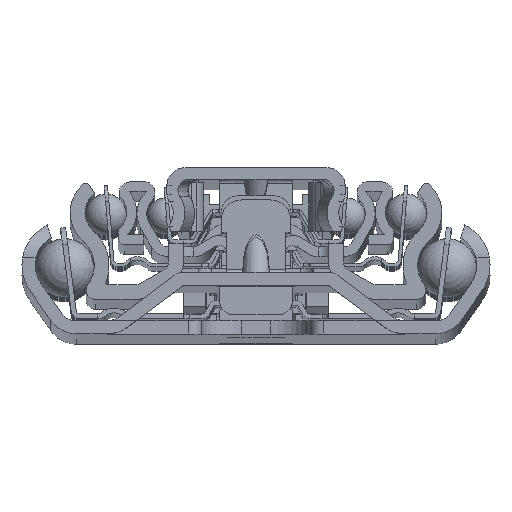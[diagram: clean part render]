
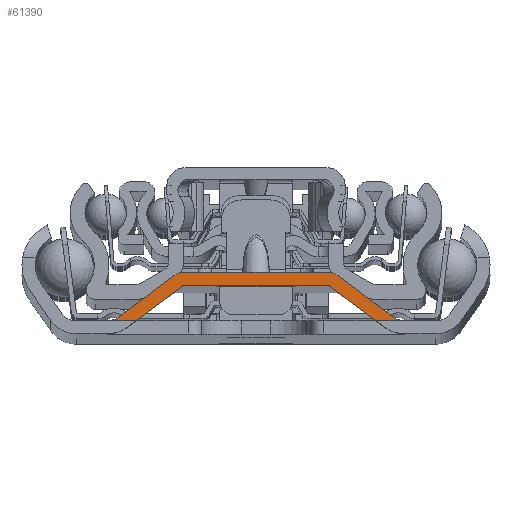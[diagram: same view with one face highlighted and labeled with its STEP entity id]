
A CAD part, top view. The second image highlights one B-rep face of the part: STEP entity #61390.
In plain terms, the highlighted planar face has unit normal (0, 0, 1).
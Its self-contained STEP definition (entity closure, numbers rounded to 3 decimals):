
#1078=PLANE('',#65204);
#2898=LINE('',#92397,#9074);
#2923=LINE('',#92460,#9099);
#2927=LINE('',#92473,#9103);
#2932=LINE('',#92485,#9108);
#2938=LINE('',#92497,#9114);
#2940=LINE('',#92506,#9116);
#2946=LINE('',#92518,#9122);
#2947=LINE('',#92519,#9123);
#9074=VECTOR('',#71907,10.);
#9099=VECTOR('',#71972,10.);
#9103=VECTOR('',#71988,10.);
#9108=VECTOR('',#72001,10.);
#9114=VECTOR('',#72013,10.);
#9116=VECTOR('',#72023,10.);
#9122=VECTOR('',#72037,10.);
#9123=VECTOR('',#72038,10.);
#16678=FACE_OUTER_BOUND('',#19925,.T.);
#19925=EDGE_LOOP('',(#42853,#42854,#42855,#42856,#42857,#42858,#42859,#42860,
#42861,#42862,#42863,#42864,#42865,#42866));
#23321=CIRCLE('',#65181,3.);
#23323=CIRCLE('',#65185,2.);
#23325=CIRCLE('',#65188,2.);
#23326=CIRCLE('',#65191,3.);
#23327=CIRCLE('',#65195,0.25);
#23328=CIRCLE('',#65198,0.25);
#26646=VERTEX_POINT('',#92394);
#26647=VERTEX_POINT('',#92396);
#26661=VERTEX_POINT('',#92450);
#26662=VERTEX_POINT('',#92451);
#26665=VERTEX_POINT('',#92459);
#26667=VERTEX_POINT('',#92468);
#26668=VERTEX_POINT('',#92472);
#26669=VERTEX_POINT('',#92476);
#26670=VERTEX_POINT('',#92483);
#26671=VERTEX_POINT('',#92484);
#26672=VERTEX_POINT('',#92489);
#26674=VERTEX_POINT('',#92495);
#26675=VERTEX_POINT('',#92499);
#26677=VERTEX_POINT('',#92505);
#33024=EDGE_CURVE('',#26646,#26647,#2898,.T.);
#33051=EDGE_CURVE('',#26661,#26662,#23321,.T.);
#33055=EDGE_CURVE('',#26665,#26661,#2923,.T.);
#33058=EDGE_CURVE('',#26647,#26665,#23323,.T.);
#33060=EDGE_CURVE('',#26667,#26646,#23325,.T.);
#33062=EDGE_CURVE('',#26668,#26667,#2927,.T.);
#33064=EDGE_CURVE('',#26669,#26668,#23326,.T.);
#33068=EDGE_CURVE('',#26670,#26671,#2932,.T.);
#33071=EDGE_CURVE('',#26672,#26670,#23327,.T.);
#33075=EDGE_CURVE('',#26674,#26672,#2938,.T.);
#33076=EDGE_CURVE('',#26675,#26674,#23328,.T.);
#33079=EDGE_CURVE('',#26677,#26675,#2940,.T.);
#33086=EDGE_CURVE('',#26671,#26669,#2946,.T.);
#33087=EDGE_CURVE('',#26662,#26677,#2947,.T.);
#42853=ORIENTED_EDGE('',*,*,#33086,.F.);
#42854=ORIENTED_EDGE('',*,*,#33068,.F.);
#42855=ORIENTED_EDGE('',*,*,#33071,.F.);
#42856=ORIENTED_EDGE('',*,*,#33075,.F.);
#42857=ORIENTED_EDGE('',*,*,#33076,.F.);
#42858=ORIENTED_EDGE('',*,*,#33079,.F.);
#42859=ORIENTED_EDGE('',*,*,#33087,.F.);
#42860=ORIENTED_EDGE('',*,*,#33051,.F.);
#42861=ORIENTED_EDGE('',*,*,#33055,.F.);
#42862=ORIENTED_EDGE('',*,*,#33058,.F.);
#42863=ORIENTED_EDGE('',*,*,#33024,.F.);
#42864=ORIENTED_EDGE('',*,*,#33060,.F.);
#42865=ORIENTED_EDGE('',*,*,#33062,.F.);
#42866=ORIENTED_EDGE('',*,*,#33064,.F.);
#61390=ADVANCED_FACE('',(#16678),#1078,.F.);
#65181=AXIS2_PLACEMENT_3D('',#92452,#71964,#71965);
#65185=AXIS2_PLACEMENT_3D('',#92465,#71977,#71978);
#65188=AXIS2_PLACEMENT_3D('',#92469,#71983,#71984);
#65191=AXIS2_PLACEMENT_3D('',#92477,#71992,#71993);
#65195=AXIS2_PLACEMENT_3D('',#92490,#72006,#72007);
#65198=AXIS2_PLACEMENT_3D('',#92500,#72016,#72017);
#65204=AXIS2_PLACEMENT_3D('',#92517,#72035,#72036);
#71907=DIRECTION('',(1.,0.,0.));
#71964=DIRECTION('center_axis',(0.,0.,1.));
#71965=DIRECTION('ref_axis',(0.,1.,0.));
#71972=DIRECTION('',(0.8,-0.6,0.));
#71977=DIRECTION('center_axis',(0.,0.,-1.));
#71978=DIRECTION('ref_axis',(0.,1.,0.));
#71983=DIRECTION('center_axis',(0.,0.,-1.));
#71984=DIRECTION('ref_axis',(-0.6,0.8,0.));
#71988=DIRECTION('',(0.8,0.6,0.));
#71992=DIRECTION('center_axis',(0.,0.,
1.));
#71993=DIRECTION('ref_axis',(-0.6,0.8,0.));
#72001=DIRECTION('',(-0.8,-0.6,0.));
#72006=DIRECTION('center_axis',(0.,0.,
1.));
#72007=DIRECTION('ref_axis',(0.6,-0.8,0.));
#72013=DIRECTION('',(-1.,0.,0.));
#72016=DIRECTION('center_axis',(0.,0.,1.));
#72017=DIRECTION('ref_axis',(0.,-1.,0.));
#72023=DIRECTION('',(-0.8,0.6,0.));
#72035=DIRECTION('center_axis',(0.,0.,
-1.));
#72036=DIRECTION('ref_axis',(-1.,0.,0.));
#72037=DIRECTION('',(-1.,0.,0.));
#72038=DIRECTION('',(-1.,0.,0.));
#92394=CARTESIAN_POINT('',(-11.106,9.3,900.));
#92396=CARTESIAN_POINT('',(11.106,9.3,900.));
#92397=CARTESIAN_POINT('',(-11.106,9.3,900.));
#92450=CARTESIAN_POINT('',(20.699,2.601,900.));
#92451=CARTESIAN_POINT('',(22.5,2.,900.));
#92452=CARTESIAN_POINT('Origin',(22.5,5.,900.));
#92459=CARTESIAN_POINT('',(12.307,8.9,900.));
#92460=CARTESIAN_POINT('',(12.307,8.9,900.));
#92465=CARTESIAN_POINT('Origin',(11.106,7.3,900.));
#92468=CARTESIAN_POINT('',(-12.307,8.9,900.));
#92469=CARTESIAN_POINT('Origin',(-11.106,7.3,900.));
#92472=CARTESIAN_POINT('',(-20.699,2.601,900.));
#92473=CARTESIAN_POINT('',(-20.699,2.601,900.));
#92476=CARTESIAN_POINT('',(-22.5,2.,900.));
#92477=CARTESIAN_POINT('Origin',(-22.5,5.,900.));
#92483=CARTESIAN_POINT('',(-11.173,7.25,900.));
#92484=CARTESIAN_POINT('',(-18.168,2.,900.));
#92485=CARTESIAN_POINT('',(-11.173,7.25,900.));
#92489=CARTESIAN_POINT('',(-11.023,7.3,900.));
#92490=CARTESIAN_POINT('Origin',(-11.023,7.05,900.));
#92495=CARTESIAN_POINT('',(11.023,7.3,900.));
#92497=CARTESIAN_POINT('',(11.023,7.3,900.));
#92499=CARTESIAN_POINT('',(11.173,7.25,900.));
#92500=CARTESIAN_POINT('Origin',(11.023,7.05,900.));
#92505=CARTESIAN_POINT('',(18.168,2.,900.));
#92506=CARTESIAN_POINT('',(19.499,1.001,900.));
#92517=CARTESIAN_POINT('Origin',(0.,6.058,
900.));
#92518=CARTESIAN_POINT('',(-2.473,2.,900.));
#92519=CARTESIAN_POINT('',(-2.473,2.,900.));
